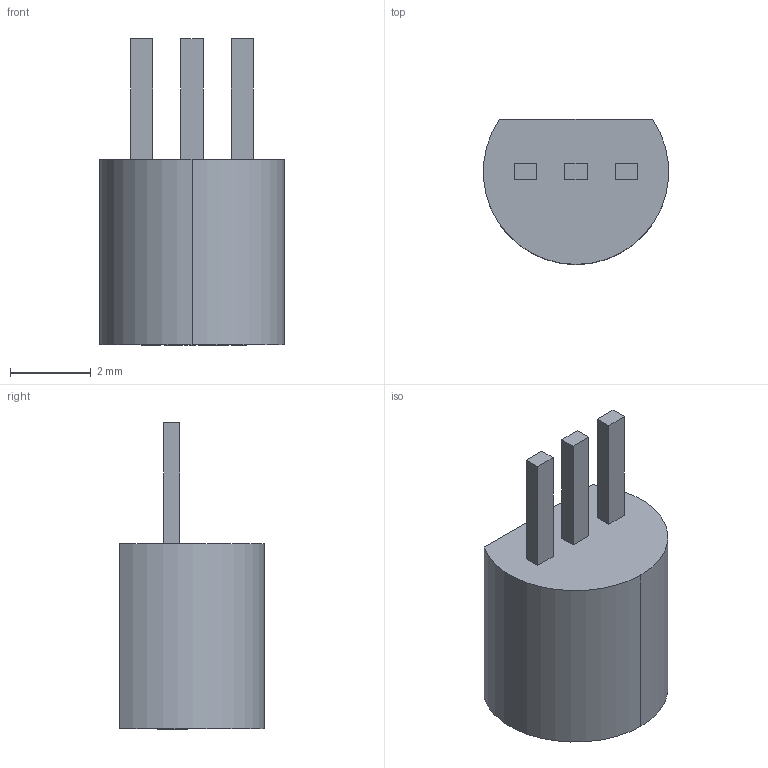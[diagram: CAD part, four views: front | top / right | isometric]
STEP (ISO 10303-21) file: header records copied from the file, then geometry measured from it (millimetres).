
FILE_DESCRIPTION (( 'STEP AP214' ), '1' );
FILE_NAME ('TO-92.STEP', '2025-09-08T03:00:54', ( '' ), ( '' ), 'SwSTEP 2.0', 'SolidWorks 2022', '' );
FILE_SCHEMA (( 'AUTOMOTIVE_DESIGN' ));
Length unit declared in the file: millimetre
Products named in the file (1): TO-92
Bounding box: 4.59 x 3.6 x 7.61 mm (x, y, z)
Volume: 66.2 mm3; surface area: 108.5 mm2
Topology: 1 solids, 1 shells, 71 faces, 177 edges, 118 vertices
Faces by surface type: plane 46, bspline 23, cylinder 2
Entity records: 4235 total; most frequent: CARTESIAN_POINT 2038, ORIENTED_EDGE 354, DIRECTION 233, EDGE_CURVE 177, VECTOR 127, LINE 127, VERTEX_POINT 118, EDGE_LOOP 81
